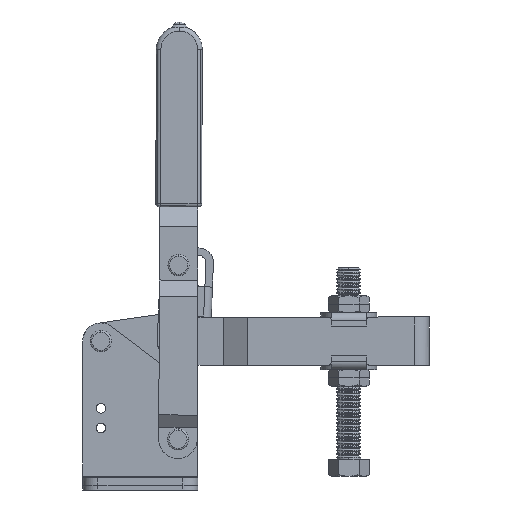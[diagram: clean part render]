
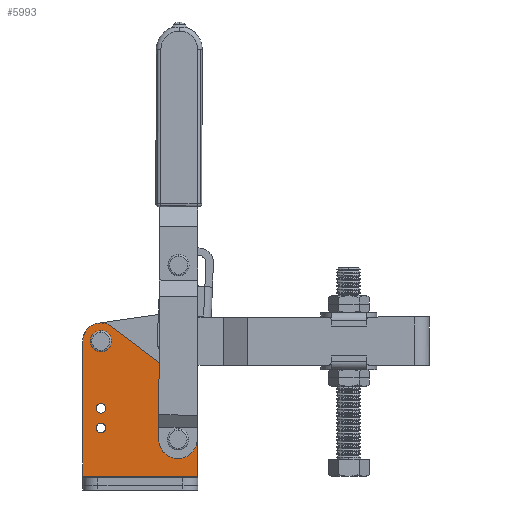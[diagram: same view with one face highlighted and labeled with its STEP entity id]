
A CAD part, left-side view. The second image highlights one B-rep face of the part: STEP entity #5993.
In plain terms, the highlighted planar face has unit normal (-1, 0, 0).
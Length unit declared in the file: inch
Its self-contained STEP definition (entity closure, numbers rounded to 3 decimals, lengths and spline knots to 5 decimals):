
#4569=EDGE_CURVE('',#11846,#11585,#13848,.T.);
#4634=EDGE_CURVE('',#11547,#11846,#13914,.T.);
#4852=EDGE_CURVE('',#11796,#8057,#14149,.T.);
#5537=EDGE_CURVE('',#11308,#6649,#14900,.T.);
#5709=VERTEX_POINT('',#15086);
#5993=ADVANCED_FACE('',(#15394,#15395,#15396,#15397,#15398),#15399,.T.);
#6033=VERTEX_POINT('',#15441);
#6649=VERTEX_POINT('',#16125);
#6815=EDGE_CURVE('',#11585,#6975,#16307,.T.);
#6975=VERTEX_POINT('',#16478);
#7702=EDGE_CURVE('',#5709,#9096,#17260,.T.);
#8057=VERTEX_POINT('',#17649);
#8964=EDGE_CURVE('',#8057,#11796,#18633,.T.);
#9060=VERTEX_POINT('',#18736);
#9096=VERTEX_POINT('',#18773);
#9986=EDGE_CURVE('',#6033,#9060,#19749,.T.);
#10382=EDGE_CURVE('',#12805,#11641,#20179,.T.);
#11202=EDGE_CURVE('',#6649,#11547,#21060,.T.);
#11308=VERTEX_POINT('',#21172);
#11526=EDGE_CURVE('',#11641,#12805,#21403,.T.);
#11547=VERTEX_POINT('',#21425);
#11585=VERTEX_POINT('',#21465);
#11641=VERTEX_POINT('',#21527);
#11796=VERTEX_POINT('',#21689);
#11846=VERTEX_POINT('',#21741);
#12060=EDGE_CURVE('',#9096,#5709,#21974,.T.);
#12805=VERTEX_POINT('',#22784);
#13299=EDGE_CURVE('',#6975,#11308,#23326,.T.);
#13494=EDGE_CURVE('',#9060,#6033,#23538,.T.);
#13848=(B_SPLINE_CURVE(3,(#24064,#24065,#24066,#24067),.UNSPECIFIED.,.F.,.F.)B_SPLINE_CURVE_WITH_KNOTS((4,4),(-2.21657,-0.0),.UNSPECIFIED.)RATIONAL_B_SPLINE_CURVE((1.0,0.631,0.631,1.0))BOUNDED_CURVE()REPRESENTATION_ITEM('')GEOMETRIC_REPRESENTATION_ITEM()CURVE());
#13914=B_SPLINE_CURVE_WITH_KNOTS('',1,(#24264,#24265),.UNSPECIFIED.,.F.,.F.,(2,2),(-0.06636,0.0),.UNSPECIFIED.);
#14149=(B_SPLINE_CURVE(3,(#24794,#24795,#24796,#24797),.UNSPECIFIED.,.F.,.F.)B_SPLINE_CURVE_WITH_KNOTS((4,4),(-6.28319,-3.14159),.UNSPECIFIED.)RATIONAL_B_SPLINE_CURVE((1.0,0.333,0.333,1.0))BOUNDED_CURVE()REPRESENTATION_ITEM('')GEOMETRIC_REPRESENTATION_ITEM()CURVE());
#14900=B_SPLINE_CURVE_WITH_KNOTS('',1,(#26290,#26291),.UNSPECIFIED.,.F.,.F.,(2,2),(-0.05096,0.0),.UNSPECIFIED.);
#15086=CARTESIAN_POINT('',(-0.3937,-0.2874,3.87795));
#15394=FACE_OUTER_BOUND('',#27295,.T.);
#15395=FACE_BOUND('',#27296,.T.);
#15396=FACE_BOUND('',#27297,.T.);
#15397=FACE_BOUND('',#27298,.T.);
#15398=FACE_BOUND('',#27299,.T.);
#15399=PLANE('',#27300);
#15441=CARTESIAN_POINT('',(-0.3937,-0.59843,1.61515));
#16125=CARTESIAN_POINT('',(-0.3937,-3.,2.36857));
#16307=B_SPLINE_CURVE_WITH_KNOTS('',1,(#29317,#29318),.UNSPECIFIED.,.F.,.F.,(2,2),(0.0,0.0893),.UNSPECIFIED.);
#16478=CARTESIAN_POINT('',(-0.3937,0.,0.3622));
#17260=(B_SPLINE_CURVE(3,(#31429,#31430,#31431,#31432),.UNSPECIFIED.,.F.,.F.)B_SPLINE_CURVE_WITH_KNOTS((4,4),(-6.28319,-3.14159),.UNSPECIFIED.)RATIONAL_B_SPLINE_CURVE((1.0,0.333,0.333,1.0))BOUNDED_CURVE()REPRESENTATION_ITEM('')GEOMETRIC_REPRESENTATION_ITEM()CURVE());
#17649=CARTESIAN_POINT('',(-0.3937,-0.59843,2.12696));
#18633=(B_SPLINE_CURVE(3,(#34343,#34344,#34345,#34346),.UNSPECIFIED.,.F.,.F.)B_SPLINE_CURVE_WITH_KNOTS((4,4),(-3.14159,0.0),.UNSPECIFIED.)RATIONAL_B_SPLINE_CURVE((1.0,0.333,0.333,1.0))BOUNDED_CURVE()REPRESENTATION_ITEM('')GEOMETRIC_REPRESENTATION_ITEM()CURVE());
#18736=CARTESIAN_POINT('',(-0.3937,-0.34646,1.61515));
#18773=CARTESIAN_POINT('',(-0.3937,-0.65748,3.87795));
#19749=(B_SPLINE_CURVE(3,(#36468,#36469,#36470,#36471),.UNSPECIFIED.,.F.,.F.)B_SPLINE_CURVE_WITH_KNOTS((4,4),(-3.14159,0.0),.UNSPECIFIED.)RATIONAL_B_SPLINE_CURVE((1.0,0.333,0.333,1.0))BOUNDED_CURVE()REPRESENTATION_ITEM('')GEOMETRIC_REPRESENTATION_ITEM()CURVE());
#20179=(B_SPLINE_CURVE(3,(#37544,#37545,#37546,#37547),.UNSPECIFIED.,.F.,.F.)B_SPLINE_CURVE_WITH_KNOTS((4,4),(-6.28319,-3.14159),.UNSPECIFIED.)RATIONAL_B_SPLINE_CURVE((1.0,0.333,0.333,1.0))BOUNDED_CURVE()REPRESENTATION_ITEM('')GEOMETRIC_REPRESENTATION_ITEM()CURVE());
#21060=(B_SPLINE_CURVE(3,(#39880,#39881,#39882,#39883),.UNSPECIFIED.,.F.,.F.)B_SPLINE_CURVE_WITH_KNOTS((4,4),(-3.14159,-2.21657),.UNSPECIFIED.)RATIONAL_B_SPLINE_CURVE((1.0,0.93,0.93,1.0))BOUNDED_CURVE()REPRESENTATION_ITEM('')GEOMETRIC_REPRESENTATION_ITEM()CURVE());
#21172=CARTESIAN_POINT('',(-0.3937,-3.,0.3622));
#21403=(B_SPLINE_CURVE(3,(#40594,#40595,#40596,#40597),.UNSPECIFIED.,.F.,.F.)B_SPLINE_CURVE_WITH_KNOTS((4,4),(-3.14159,0.0),.UNSPECIFIED.)RATIONAL_B_SPLINE_CURVE((1.0,0.333,0.333,1.0))BOUNDED_CURVE()REPRESENTATION_ITEM('')GEOMETRIC_REPRESENTATION_ITEM()CURVE());
#21425=CARTESIAN_POINT('',(-0.3937,-2.84323,2.68299));
#21465=CARTESIAN_POINT('',(-0.3937,0.,3.87795));
#21527=CARTESIAN_POINT('',(-0.3937,-2.66535,1.3189));
#21689=CARTESIAN_POINT('',(-0.3937,-0.34646,2.12696));
#21741=CARTESIAN_POINT('',(-0.3937,-0.75676,4.25526));
#21974=(B_SPLINE_CURVE(3,(#41827,#41828,#41829,#41830),.UNSPECIFIED.,.F.,.F.)B_SPLINE_CURVE_WITH_KNOTS((4,4),(-3.14159,0.0),.UNSPECIFIED.)RATIONAL_B_SPLINE_CURVE((1.0,0.333,0.333,1.0))BOUNDED_CURVE()REPRESENTATION_ITEM('')GEOMETRIC_REPRESENTATION_ITEM()CURVE());
#22784=CARTESIAN_POINT('',(-0.3937,-2.29528,1.3189));
#23326=B_SPLINE_CURVE_WITH_KNOTS('',1,(#44820,#44821),.UNSPECIFIED.,.F.,.F.,(2,2),(0.0,0.0762),.UNSPECIFIED.);
#23538=(B_SPLINE_CURVE(3,(#45243,#45244,#45245,#45246),.UNSPECIFIED.,.F.,.F.)B_SPLINE_CURVE_WITH_KNOTS((4,4),(-6.28319,-3.14159),.UNSPECIFIED.)RATIONAL_B_SPLINE_CURVE((1.0,0.333,0.333,1.0))BOUNDED_CURVE()REPRESENTATION_ITEM('')GEOMETRIC_REPRESENTATION_ITEM()CURVE());
#24064=CARTESIAN_POINT('',(-0.3937,-0.75676,4.25526));
#24065=CARTESIAN_POINT('',(-0.3937,-0.3999,4.52418));
#24066=CARTESIAN_POINT('',(-0.3937,0.,4.3248));
#24067=CARTESIAN_POINT('',(-0.3937,0.,3.87795));
#24264=CARTESIAN_POINT('',(-0.3937,-2.84323,2.68299));
#24265=CARTESIAN_POINT('',(-0.3937,-0.75676,4.25526));
#24794=CARTESIAN_POINT('',(-0.3937,-0.34646,2.12696));
#24795=CARTESIAN_POINT('',(-0.3937,-0.34646,1.87499));
#24796=CARTESIAN_POINT('',(-0.3937,-0.59843,1.87499));
#24797=CARTESIAN_POINT('',(-0.3937,-0.59843,2.12696));
#26290=CARTESIAN_POINT('',(-0.3937,-3.,0.3622));
#26291=CARTESIAN_POINT('',(-0.3937,-3.,2.36857));
#27295=EDGE_LOOP('',(#47298,#47299,#47300,#47301,#47302,#47303));
#27296=EDGE_LOOP('',(#47304,#47305));
#27297=EDGE_LOOP('',(#47306,#47307));
#27298=EDGE_LOOP('',(#47308,#47309));
#27299=EDGE_LOOP('',(#47310,#47311));
#27300=AXIS2_PLACEMENT_3D('',#47312,#47313,#47314);
#29317=CARTESIAN_POINT('',(-0.3937,0.,3.87795));
#29318=CARTESIAN_POINT('',(-0.3937,0.,0.3622));
#31429=CARTESIAN_POINT('',(-0.3937,-0.2874,3.87795));
#31430=CARTESIAN_POINT('',(-0.3937,-0.2874,3.50787));
#31431=CARTESIAN_POINT('',(-0.3937,-0.65748,3.50787));
#31432=CARTESIAN_POINT('',(-0.3937,-0.65748,3.87795));
#34343=CARTESIAN_POINT('',(-0.3937,-0.59843,2.12696));
#34344=CARTESIAN_POINT('',(-0.3937,-0.59843,2.37892));
#34345=CARTESIAN_POINT('',(-0.3937,-0.34646,2.37892));
#34346=CARTESIAN_POINT('',(-0.3937,-0.34646,2.12696));
#36468=CARTESIAN_POINT('',(-0.3937,-0.59843,1.61515));
#36469=CARTESIAN_POINT('',(-0.3937,-0.59843,1.86711));
#36470=CARTESIAN_POINT('',(-0.3937,-0.34646,1.86711));
#36471=CARTESIAN_POINT('',(-0.3937,-0.34646,1.61515));
#37544=CARTESIAN_POINT('',(-0.3937,-2.29528,1.3189));
#37545=CARTESIAN_POINT('',(-0.3937,-2.29528,0.94882));
#37546=CARTESIAN_POINT('',(-0.3937,-2.66535,0.94882));
#37547=CARTESIAN_POINT('',(-0.3937,-2.66535,1.3189));
#39880=CARTESIAN_POINT('',(-0.3937,-3.,2.36857));
#39881=CARTESIAN_POINT('',(-0.3937,-3.,2.4945));
#39882=CARTESIAN_POINT('',(-0.3937,-2.94381,2.6072));
#39883=CARTESIAN_POINT('',(-0.3937,-2.84323,2.68299));
#40594=CARTESIAN_POINT('',(-0.3937,-2.66535,1.3189));
#40595=CARTESIAN_POINT('',(-0.3937,-2.66535,1.68898));
#40596=CARTESIAN_POINT('',(-0.3937,-2.29528,1.68898));
#40597=CARTESIAN_POINT('',(-0.3937,-2.29528,1.3189));
#41827=CARTESIAN_POINT('',(-0.3937,-0.65748,3.87795));
#41828=CARTESIAN_POINT('',(-0.3937,-0.65748,4.24803));
#41829=CARTESIAN_POINT('',(-0.3937,-0.2874,4.24803));
#41830=CARTESIAN_POINT('',(-0.3937,-0.2874,3.87795));
#44820=CARTESIAN_POINT('',(-0.3937,0.,0.3622));
#44821=CARTESIAN_POINT('',(-0.3937,-3.,0.3622));
#45243=CARTESIAN_POINT('',(-0.3937,-0.34646,1.61515));
#45244=CARTESIAN_POINT('',(-0.3937,-0.34646,1.36318));
#45245=CARTESIAN_POINT('',(-0.3937,-0.59843,1.36318));
#45246=CARTESIAN_POINT('',(-0.3937,-0.59843,1.61515));
#47298=ORIENTED_EDGE('',*,*,#5537,.T.);
#47299=ORIENTED_EDGE('',*,*,#11202,.T.);
#47300=ORIENTED_EDGE('',*,*,#4634,.T.);
#47301=ORIENTED_EDGE('',*,*,#4569,.T.);
#47302=ORIENTED_EDGE('',*,*,#6815,.T.);
#47303=ORIENTED_EDGE('',*,*,#13299,.T.);
#47304=ORIENTED_EDGE('',*,*,#7702,.F.);
#47305=ORIENTED_EDGE('',*,*,#12060,.F.);
#47306=ORIENTED_EDGE('',*,*,#13494,.F.);
#47307=ORIENTED_EDGE('',*,*,#9986,.F.);
#47308=ORIENTED_EDGE('',*,*,#4852,.F.);
#47309=ORIENTED_EDGE('',*,*,#8964,.F.);
#47310=ORIENTED_EDGE('',*,*,#10382,.F.);
#47311=ORIENTED_EDGE('',*,*,#11526,.F.);
#47312=CARTESIAN_POINT('',(-0.3937,-3.,4.37432));
#47313=DIRECTION('',(-1.0,0.,0.));
#47314=DIRECTION('',(0.,1.0,0.0));
